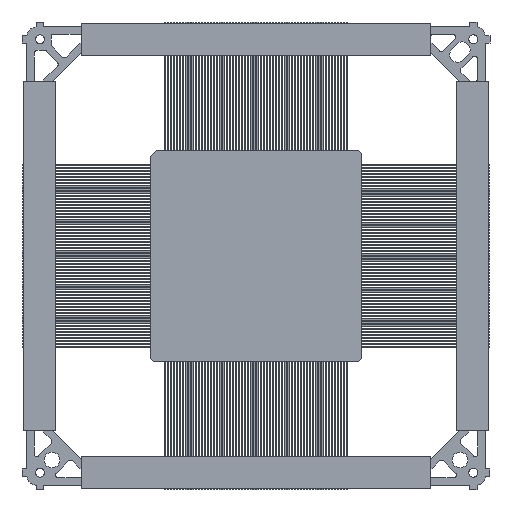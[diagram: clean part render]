
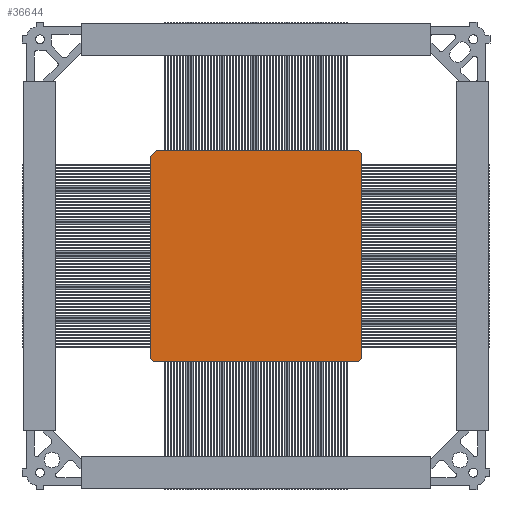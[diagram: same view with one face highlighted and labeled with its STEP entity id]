
A CAD part, front view. The second image highlights one B-rep face of the part: STEP entity #36644.
In plain terms, the highlighted planar face has unit normal (0, -1, 0).
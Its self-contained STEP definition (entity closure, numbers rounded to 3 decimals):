
#3833 = CARTESIAN_POINT ( 'NONE',  ( -16., 0., 17. ) ) ;
#6401 = ORIENTED_EDGE ( 'NONE', *, *, #11720, .T. ) ;
#9828 = ORIENTED_EDGE ( 'NONE', *, *, #22156, .F. ) ;
#11494 = DIRECTION ( 'NONE',  ( 0., 0., 1. ) ) ;
#11720 = EDGE_CURVE ( 'NONE', #128515, #101775, #42164, .T. ) ;
#12461 = VECTOR ( 'NONE', #34838, 1000. ) ;
#13810 = DIRECTION ( 'NONE',  ( -0.707, 0., -0.707 ) ) ;
#16728 = CARTESIAN_POINT ( 'NONE',  ( -17., 0., -16.5 ) ) ;
#17143 = VERTEX_POINT ( 'NONE', #66101 ) ;
#20824 = ORIENTED_EDGE ( 'NONE', *, *, #84804, .F. ) ;
#22156 = EDGE_CURVE ( 'NONE', #69849, #123734, #79334, .T. ) ;
#22240 = ORIENTED_EDGE ( 'NONE', *, *, #29098, .T. ) ;
#22859 = ORIENTED_EDGE ( 'NONE', *, *, #91208, .T. ) ;
#23277 = DIRECTION ( 'NONE',  ( 0., 1., 0. ) ) ;
#25828 = EDGE_CURVE ( 'NONE', #69849, #113274, #92125, .T. ) ;
#25997 = LINE ( 'NONE', #66154, #102596 ) ;
#27106 = VECTOR ( 'NONE', #11494, 1000. ) ;
#27352 = DIRECTION ( 'NONE',  ( 0., 0., -1. ) ) ;
#29098 = EDGE_CURVE ( 'NONE', #17143, #98601, #78660, .T. ) ;
#31050 = CARTESIAN_POINT ( 'NONE',  ( -17., 0., -17. ) ) ;
#33361 = ORIENTED_EDGE ( 'NONE', *, *, #113047, .F. ) ;
#34476 = CARTESIAN_POINT ( 'NONE',  ( 17., 0., -16.5 ) ) ;
#34838 = DIRECTION ( 'NONE',  ( -0.707, 0., 0.707 ) ) ;
#36551 = AXIS2_PLACEMENT_3D ( 'NONE', #122717, #23277, #93180 ) ;
#36644 = ADVANCED_FACE ( 'NONE', ( #99454 ), #82692, .F. ) ;
#42164 = LINE ( 'NONE', #3833, #65629 ) ;
#42955 = CARTESIAN_POINT ( 'NONE',  ( 16.5, 0., -17. ) ) ;
#47965 = ORIENTED_EDGE ( 'NONE', *, *, #25828, .T. ) ;
#52108 = VECTOR ( 'NONE', #106195, 1000. ) ;
#53067 = DIRECTION ( 'NONE',  ( 0.707, 0., 0.707 ) ) ;
#53716 = LINE ( 'NONE', #31050, #27106 ) ;
#55835 = CARTESIAN_POINT ( 'NONE',  ( 17., 0., 16.5 ) ) ;
#55892 = VECTOR ( 'NONE', #27352, 1000. ) ;
#57007 = CARTESIAN_POINT ( 'NONE',  ( -16.5, 0., -17. ) ) ;
#65629 = VECTOR ( 'NONE', #13810, 1000. ) ;
#65909 = CARTESIAN_POINT ( 'NONE',  ( -16., 0., 17. ) ) ;
#66101 = CARTESIAN_POINT ( 'NONE',  ( -17., 0., -16.5 ) ) ;
#66154 = CARTESIAN_POINT ( 'NONE',  ( -17., 0., -17. ) ) ;
#68781 = LINE ( 'NONE', #42955, #118675 ) ;
#69849 = VERTEX_POINT ( 'NONE', #76070 ) ;
#70514 = CARTESIAN_POINT ( 'NONE',  ( -17., 0., 17. ) ) ;
#71956 = VERTEX_POINT ( 'NONE', #79653 ) ;
#76070 = CARTESIAN_POINT ( 'NONE',  ( 17., 0., 16.5 ) ) ;
#78268 = VECTOR ( 'NONE', #120573, 1000. ) ;
#78660 = LINE ( 'NONE', #16728, #52108 ) ;
#79334 = LINE ( 'NONE', #87199, #55892 ) ;
#79653 = CARTESIAN_POINT ( 'NONE',  ( 16.5, 0., -17. ) ) ;
#82692 = PLANE ( 'NONE',  #36551 ) ;
#84804 = EDGE_CURVE ( 'NONE', #17143, #101775, #53716, .T. ) ;
#86419 = EDGE_CURVE ( 'NONE', #128515, #113274, #104800, .T. ) ;
#87199 = CARTESIAN_POINT ( 'NONE',  ( 17., 0., -17. ) ) ;
#88009 = CARTESIAN_POINT ( 'NONE',  ( -17., 0., 16. ) ) ;
#91208 = EDGE_CURVE ( 'NONE', #71956, #123734, #68781, .T. ) ;
#92125 = LINE ( 'NONE', #55835, #12461 ) ;
#93180 = DIRECTION ( 'NONE',  ( 0., 0., 1. ) ) ;
#98601 = VERTEX_POINT ( 'NONE', #57007 ) ;
#98731 = EDGE_LOOP ( 'NONE', ( #9828, #47965, #113037, #6401, #20824, #22240, #33361, #22859 ) ) ;
#99454 = FACE_OUTER_BOUND ( 'NONE', #98731, .T. ) ;
#101775 = VERTEX_POINT ( 'NONE', #88009 ) ;
#102596 = VECTOR ( 'NONE', #105855, 1000. ) ;
#104800 = LINE ( 'NONE', #70514, #78268 ) ;
#105855 = DIRECTION ( 'NONE',  ( -1., 0., 0. ) ) ;
#106195 = DIRECTION ( 'NONE',  ( 0.707, 0., -0.707 ) ) ;
#108822 = CARTESIAN_POINT ( 'NONE',  ( 16.5, 0., 17. ) ) ;
#113037 = ORIENTED_EDGE ( 'NONE', *, *, #86419, .F. ) ;
#113047 = EDGE_CURVE ( 'NONE', #71956, #98601, #25997, .T. ) ;
#113274 = VERTEX_POINT ( 'NONE', #108822 ) ;
#118675 = VECTOR ( 'NONE', #53067, 1000. ) ;
#120573 = DIRECTION ( 'NONE',  ( 1., 0., 0. ) ) ;
#122717 = CARTESIAN_POINT ( 'NONE',  ( 0., 0., 0. ) ) ;
#123734 = VERTEX_POINT ( 'NONE', #34476 ) ;
#128515 = VERTEX_POINT ( 'NONE', #65909 ) ;
